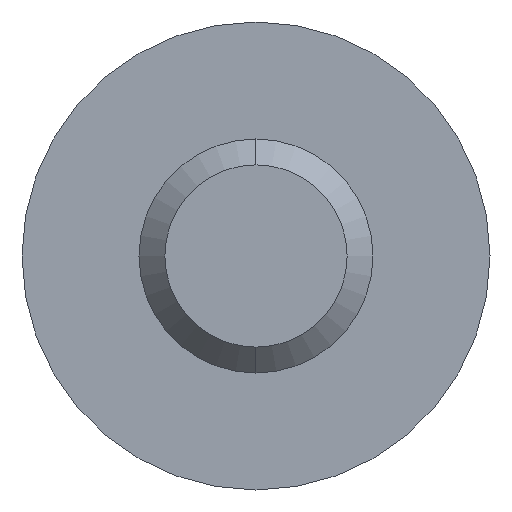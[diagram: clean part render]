
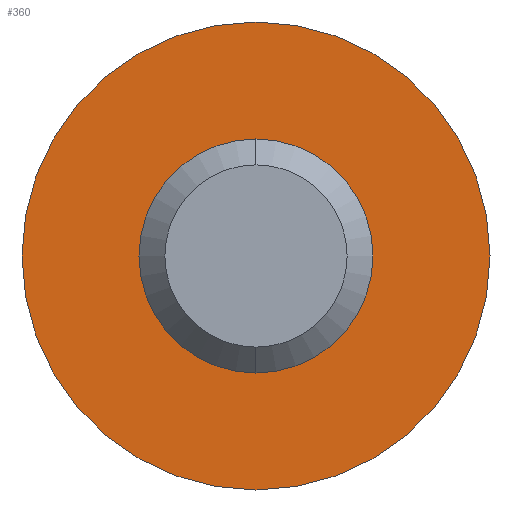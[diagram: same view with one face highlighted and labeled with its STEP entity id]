
A CAD part, left-side view. The second image highlights one B-rep face of the part: STEP entity #360.
In plain terms, the highlighted planar face has unit normal (-1, 0, 0).
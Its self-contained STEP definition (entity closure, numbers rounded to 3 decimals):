
#70=CARTESIAN_POINT('',(0.0,0.,1.25));
#71=VERTEX_POINT('',#70);
#80=CARTESIAN_POINT('',(0.,0.,-1.25));
#81=VERTEX_POINT('',#80);
#82=CARTESIAN_POINT('',(0.,0.,0.));
#83=DIRECTION('',(1.0,0.0,0.0));
#84=DIRECTION('',(0.0,0.0,1.0));
#85=AXIS2_PLACEMENT_3D('',#82,#83,#84);
#86=CIRCLE('',#85,1.25);
#87=EDGE_CURVE('',#81,#71,#86,.T.);
#300=CARTESIAN_POINT('',(0.,0.,2.5));
#301=VERTEX_POINT('',#300);
#317=CARTESIAN_POINT('',(0.,0.,-2.5));
#318=VERTEX_POINT('',#317);
#325=CARTESIAN_POINT('',(0.,0.,0.0));
#326=DIRECTION('',(1.0,0.0,0.0));
#327=DIRECTION('',(0.0,0.0,1.0));
#328=AXIS2_PLACEMENT_3D('',#325,#326,#327);
#329=CIRCLE('',#328,2.5);
#330=EDGE_CURVE('',#318,#301,#329,.T.);
#335=CARTESIAN_POINT('',(0.,0.,1.875));
#336=DIRECTION('',(-1.0,0.0,0.0));
#337=DIRECTION('',(0.0,0.0,-1.0));
#338=AXIS2_PLACEMENT_3D('',#335,#336,#337);
#339=PLANE('',#338);
#340=CARTESIAN_POINT('',(0.,0.,0.0));
#341=DIRECTION('',(1.0,0.0,0.0));
#342=DIRECTION('',(0.0,0.0,1.0));
#343=AXIS2_PLACEMENT_3D('',#340,#341,#342);
#344=CIRCLE('',#343,2.5);
#345=EDGE_CURVE('',#301,#318,#344,.T.);
#346=ORIENTED_EDGE('',*,*,#345,.F.);
#347=ORIENTED_EDGE('',*,*,#330,.F.);
#348=EDGE_LOOP('',(#346,#347));
#349=FACE_OUTER_BOUND('',#348,.T.);
#350=ORIENTED_EDGE('',*,*,#87,.T.);
#351=CARTESIAN_POINT('',(0.,0.,0.));
#352=DIRECTION('',(1.0,0.0,0.0));
#353=DIRECTION('',(0.0,0.0,1.0));
#354=AXIS2_PLACEMENT_3D('',#351,#352,#353);
#355=CIRCLE('',#354,1.25);
#356=EDGE_CURVE('',#71,#81,#355,.T.);
#357=ORIENTED_EDGE('',*,*,#356,.T.);
#358=EDGE_LOOP('',(#350,#357));
#359=FACE_BOUND('',#358,.T.);
#360=ADVANCED_FACE('',(#349,#359),#339,.T.);
